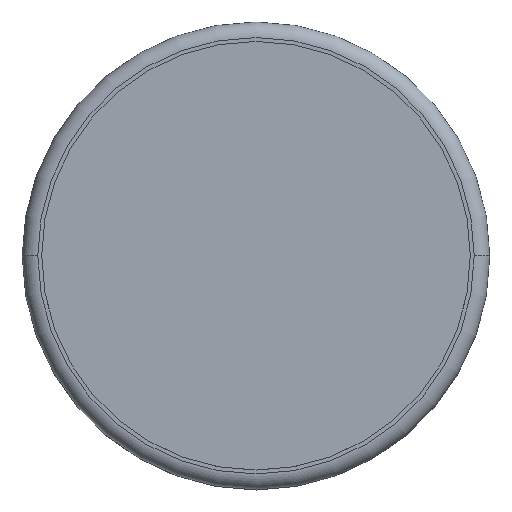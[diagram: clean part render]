
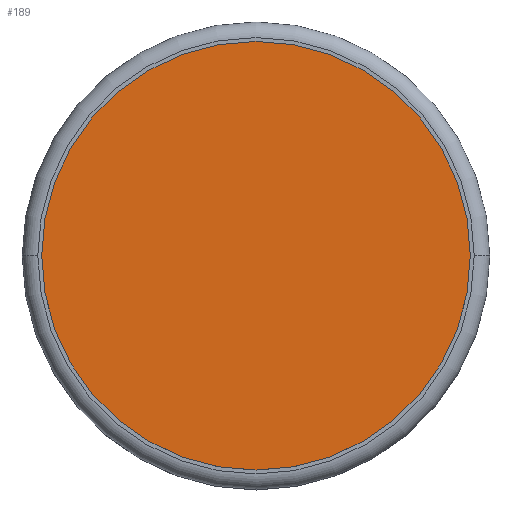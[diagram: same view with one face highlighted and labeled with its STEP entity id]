
A CAD part, top view. The second image highlights one B-rep face of the part: STEP entity #189.
In plain terms, the highlighted planar face has unit normal (0, 0, 1).
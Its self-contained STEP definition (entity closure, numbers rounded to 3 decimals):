
#189=ADVANCED_FACE('',(#405),#406,.F.);
#405=FACE_OUTER_BOUND('',#724,.T.);
#406=PLANE('',#725);
#724=EDGE_LOOP('',(#1207,#1208));
#725=AXIS2_PLACEMENT_3D('',#1209,#1210,#1211);
#1207=ORIENTED_EDGE('',*,*,#1437,.F.);
#1208=ORIENTED_EDGE('',*,*,#1590,.F.);
#1209=CARTESIAN_POINT('',(0.0,0.0,1.85));
#1210=DIRECTION('',(0.0,0.0,-1.0));
#1211=DIRECTION('',(0.0,-1.0,0.0));
#1437=EDGE_CURVE('',#1678,#1674,#1680,.T.);
#1590=EDGE_CURVE('',#1674,#1678,#1901,.T.);
#1674=VERTEX_POINT('',#2019);
#1678=VERTEX_POINT('',#2024);
#1680=CIRCLE('',#2027,2.75);
#1901=CIRCLE('',#2360,2.75);
#2019=CARTESIAN_POINT('',(-2.75,0.,1.85));
#2024=CARTESIAN_POINT('',(2.75,0.,1.85));
#2027=AXIS2_PLACEMENT_3D('',#2497,#2498,#2499);
#2360=AXIS2_PLACEMENT_3D('',#2729,#2730,#2731);
#2497=CARTESIAN_POINT('',(0.0,0.0,1.85));
#2498=DIRECTION('',(0.0,0.0,-1.0));
#2499=DIRECTION('',(-1.0,0.0,0.0));
#2729=CARTESIAN_POINT('',(0.0,0.0,1.85));
#2730=DIRECTION('',(0.0,0.0,-1.0));
#2731=DIRECTION('',(-1.0,0.0,0.0));
